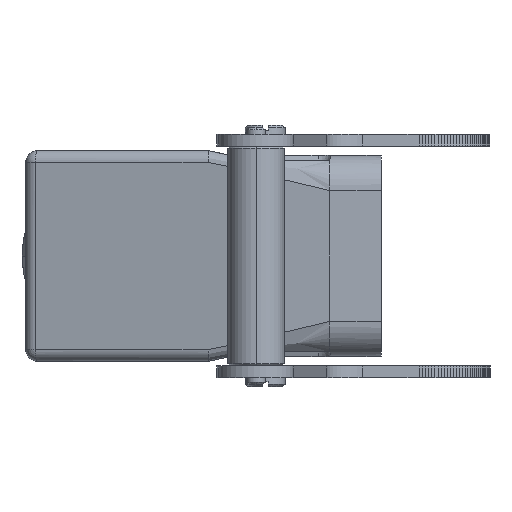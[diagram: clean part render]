
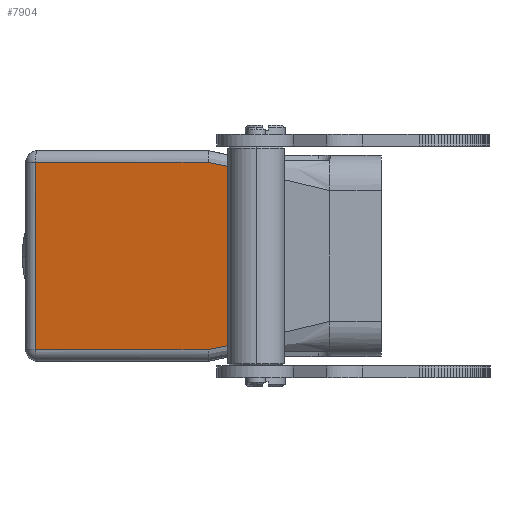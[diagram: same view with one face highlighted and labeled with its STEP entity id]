
A CAD part, left-side view. The second image highlights one B-rep face of the part: STEP entity #7904.
In plain terms, the highlighted planar face has unit normal (-0.982, 0.191, 0).
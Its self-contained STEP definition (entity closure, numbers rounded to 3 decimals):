
#425=DIRECTION('',(-0.187,-0.963,-0.193));
#426=VECTOR('',#425,5.192);
#427=CARTESIAN_POINT('',(-57.03,5.,20.));
#428=LINE('',#427,#426);
#429=DIRECTION('',(0.,0.,-1.));
#430=VECTOR('',#429,38.);
#431=CARTESIAN_POINT('',(-58.002,-0.001,
19.));
#432=LINE('',#431,#430);
#433=DIRECTION('',(0.187,0.963,-0.193));
#434=VECTOR('',#433,5.192);
#435=CARTESIAN_POINT('',(-58.002,-0.001,
-19.));
#436=LINE('',#435,#434);
#447=DIRECTION('',(0.191,0.982,0.));
#448=VECTOR('',#447,37.669);
#449=CARTESIAN_POINT('',(-57.03,5.,20.));
#450=LINE('',#449,#448);
#480=DIRECTION('',(0.,0.,-1.));
#481=VECTOR('',#480,40.);
#482=CARTESIAN_POINT('',(-49.843,41.977,20.));
#483=LINE('',#482,#481);
#5265=DIRECTION('',(-0.191,-0.982,0.));
#5266=VECTOR('',#5265,37.669);
#5267=CARTESIAN_POINT('',(-49.843,41.977,
-20.));
#5268=LINE('',#5267,#5266);
#6172=CARTESIAN_POINT('',(-58.002,-0.001,
-19.));
#6173=CARTESIAN_POINT('',(-57.03,5.,
-20.));
#6174=VERTEX_POINT('',#6172);
#6175=VERTEX_POINT('',#6173);
#6177=CARTESIAN_POINT('',(-57.03,5.,20.));
#6178=CARTESIAN_POINT('',(-49.843,41.977,20.));
#6179=VERTEX_POINT('',#6177);
#6180=VERTEX_POINT('',#6178);
#6181=CARTESIAN_POINT('',(-58.002,-0.001,
19.));
#6182=VERTEX_POINT('',#6181);
#6183=CARTESIAN_POINT('',(-49.843,41.977,
-20.));
#6184=VERTEX_POINT('',#6183);
#7886=CARTESIAN_POINT('',(-49.68,42.817,
-20.8));
#7887=DIRECTION('',(-0.982,0.191,0.));
#7888=DIRECTION('',(-0.191,-0.982,0.));
#7889=AXIS2_PLACEMENT_3D('',#7886,#7887,#7888);
#7890=PLANE('',#7889);
#7892=ORIENTED_EDGE('',*,*,#7891,.F.);
#7894=ORIENTED_EDGE('',*,*,#7893,.T.);
#7896=ORIENTED_EDGE('',*,*,#7895,.T.);
#7897=ORIENTED_EDGE('',*,*,#7874,.T.);
#7899=ORIENTED_EDGE('',*,*,#7898,.F.);
#7901=ORIENTED_EDGE('',*,*,#7900,.F.);
#7902=EDGE_LOOP('',(#7892,#7894,#7896,#7897,#7899,#7901));
#7903=FACE_OUTER_BOUND('',#7902,.F.);
#7874=EDGE_CURVE('',#6174,#6175,#436,.T.);
#7891=EDGE_CURVE('',#6179,#6180,#450,.T.);
#7893=EDGE_CURVE('',#6179,#6182,#428,.T.);
#7895=EDGE_CURVE('',#6182,#6174,#432,.T.);
#7898=EDGE_CURVE('',#6184,#6175,#5268,.T.);
#7900=EDGE_CURVE('',#6180,#6184,#483,.T.);
#7904=ADVANCED_FACE('',(#7903),#7890,.T.);
